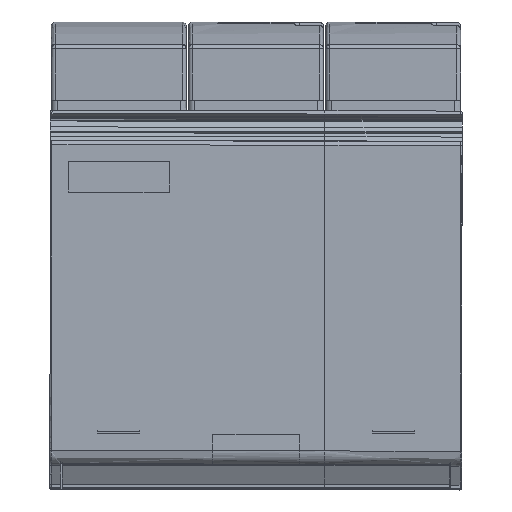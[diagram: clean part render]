
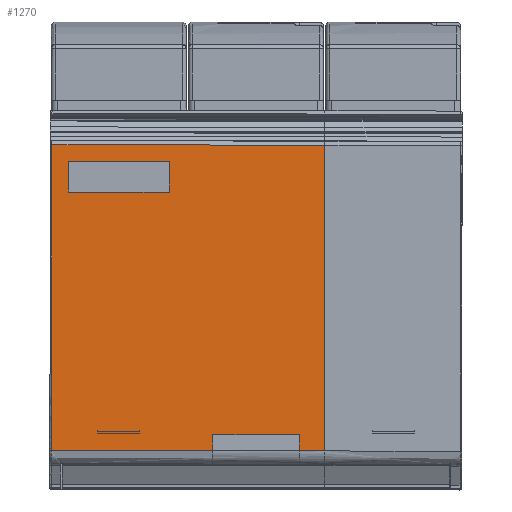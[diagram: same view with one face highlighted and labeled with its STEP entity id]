
A CAD part, top view. The second image highlights one B-rep face of the part: STEP entity #1270.
In plain terms, the highlighted planar face has unit normal (0, 0, 1).
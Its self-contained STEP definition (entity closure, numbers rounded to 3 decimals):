
#125=FACE_BOUND('',#6340,.T.);
#1270=ADVANCED_FACE('',(#3794,#125),#40217,.T.);
#3794=FACE_OUTER_BOUND('',#6339,.T.);
#6339=EDGE_LOOP('',(#13850,#13851,#13852,#13853));
#6340=EDGE_LOOP('',(#13854,#13855,#13856,#13857));
#13850=ORIENTED_EDGE('',*,*,#24145,.T.);
#13851=ORIENTED_EDGE('',*,*,#25116,.T.);
#13852=ORIENTED_EDGE('',*,*,#24445,.F.);
#13853=ORIENTED_EDGE('',*,*,#24447,.T.);
#13854=ORIENTED_EDGE('',*,*,#24451,.T.);
#13855=ORIENTED_EDGE('',*,*,#24450,.T.);
#13856=ORIENTED_EDGE('',*,*,#24449,.T.);
#13857=ORIENTED_EDGE('',*,*,#24448,.T.);
#24145=EDGE_CURVE('',#36735,#36736,#31762,.T.);
#24445=EDGE_CURVE('',#37016,#37017,#32049,.T.);
#24447=EDGE_CURVE('',#37016,#36735,#32050,.T.);
#24448=EDGE_CURVE('',#37018,#37019,#32051,.T.);
#24449=EDGE_CURVE('',#37020,#37018,#32052,.T.);
#24450=EDGE_CURVE('',#37021,#37020,#32053,.T.);
#24451=EDGE_CURVE('',#37019,#37021,#32054,.T.);
#25116=EDGE_CURVE('',#36736,#37017,#32651,.T.);
#31762=B_SPLINE_CURVE_WITH_KNOTS('',3,(#59955,#59956,#59957,#59958),
 .UNSPECIFIED.,.F.,.F.,(4,4),(4.119,43.774),
 .UNSPECIFIED.);
#32049=B_SPLINE_CURVE_WITH_KNOTS('',1,(#60801,#60802),.UNSPECIFIED.,.F.,
 .F.,(2,2),(0.,39.655),.UNSPECIFIED.);
#32050=B_SPLINE_CURVE_WITH_KNOTS('',1,(#60806,#60807),.UNSPECIFIED.,.F.,
 .F.,(2,2),(-70.8,-35.326),.UNSPECIFIED.);
#32051=B_SPLINE_CURVE_WITH_KNOTS('',1,(#60808,#60809),.UNSPECIFIED.,.F.,
 .F.,(2,2),(0.,13.),.UNSPECIFIED.);
#32052=B_SPLINE_CURVE_WITH_KNOTS('',1,(#60810,#60811),.UNSPECIFIED.,.F.,
 .F.,(2,2),(0.,4.),.UNSPECIFIED.);
#32053=B_SPLINE_CURVE_WITH_KNOTS('',1,(#60812,#60813),.UNSPECIFIED.,.F.,
 .F.,(2,2),(-13.,0.),.UNSPECIFIED.);
#32054=B_SPLINE_CURVE_WITH_KNOTS('',1,(#60814,#60815),.UNSPECIFIED.,.F.,
 .F.,(2,2),(0.,4.),.UNSPECIFIED.);
#32651=B_SPLINE_CURVE_WITH_KNOTS('',1,(#62459,#62460),.UNSPECIFIED.,.F.,
 .F.,(2,2),(-35.405,0.),.UNSPECIFIED.);
#36735=VERTEX_POINT('',#58142);
#36736=VERTEX_POINT('',#58143);
#37016=VERTEX_POINT('',#58423);
#37017=VERTEX_POINT('',#58424);
#37018=VERTEX_POINT('',#58425);
#37019=VERTEX_POINT('',#58426);
#37020=VERTEX_POINT('',#58427);
#37021=VERTEX_POINT('',#58428);
#40217=PLANE('',#42717);
#42717=AXIS2_PLACEMENT_3D('',#55753,#44377,$);
#44377=DIRECTION('',(0.,0.,1.));
#55753=CARTESIAN_POINT('',(60.293,0.453,89.8));
#58142=CARTESIAN_POINT('',(17.741,4.646,89.8));
#58143=CARTESIAN_POINT('',(17.741,44.301,89.801));
#58423=CARTESIAN_POINT('',(-17.733,4.708,89.8));
#58424=CARTESIAN_POINT('',(-17.664,44.362,89.801));
#58425=CARTESIAN_POINT('',(-2.475,38.203,89.801));
#58426=CARTESIAN_POINT('',(-15.475,38.226,89.801));
#58427=CARTESIAN_POINT('',(-2.468,42.203,89.801));
#58428=CARTESIAN_POINT('',(-15.468,42.226,89.801));
#59955=CARTESIAN_POINT('',(17.741,4.646,89.8));
#59956=CARTESIAN_POINT('',(17.741,17.864,89.8));
#59957=CARTESIAN_POINT('',(17.741,31.082,89.8));
#59958=CARTESIAN_POINT('',(17.741,44.301,89.801));
#60801=CARTESIAN_POINT('',(-17.733,4.708,89.8));
#60802=CARTESIAN_POINT('',(-17.664,44.362,89.801));
#60806=CARTESIAN_POINT('',(-17.733,4.708,89.8));
#60807=CARTESIAN_POINT('',(17.741,4.646,89.8));
#60808=CARTESIAN_POINT('',(-2.475,38.203,89.801));
#60809=CARTESIAN_POINT('',(-15.475,38.226,89.801));
#60810=CARTESIAN_POINT('',(-2.468,42.203,89.801));
#60811=CARTESIAN_POINT('',(-2.475,38.203,89.801));
#60812=CARTESIAN_POINT('',(-15.468,42.226,89.801));
#60813=CARTESIAN_POINT('',(-2.468,42.203,89.801));
#60814=CARTESIAN_POINT('',(-15.475,38.226,89.801));
#60815=CARTESIAN_POINT('',(-15.468,42.226,89.801));
#62459=CARTESIAN_POINT('',(17.741,44.301,89.801));
#62460=CARTESIAN_POINT('',(-17.664,44.362,89.801));
